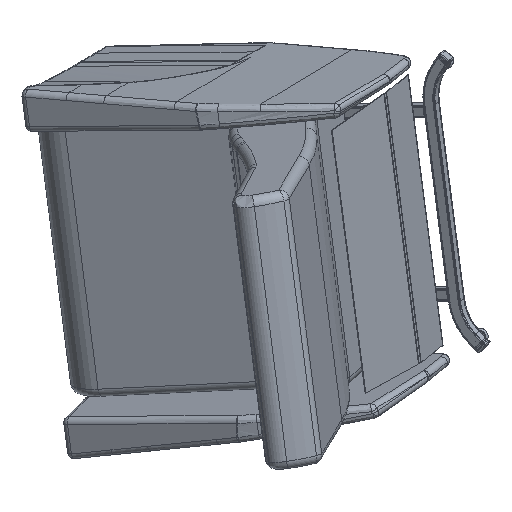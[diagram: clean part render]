
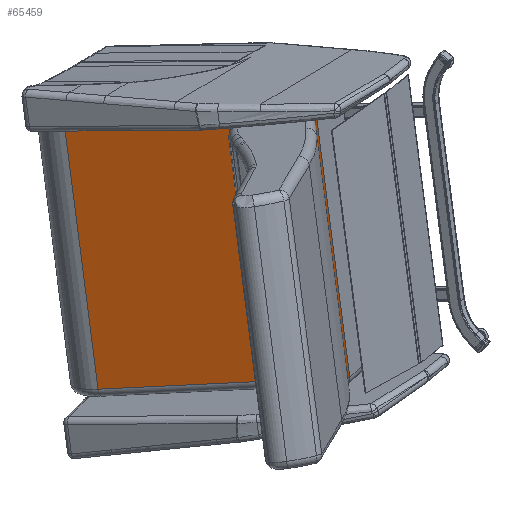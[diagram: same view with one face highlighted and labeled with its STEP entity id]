
A CAD part, isometric view. The second image highlights one B-rep face of the part: STEP entity #65459.
In plain terms, the highlighted face is planar.
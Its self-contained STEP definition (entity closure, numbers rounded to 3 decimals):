
#4037=PLANE('',#69728);
#6497=LINE('',#99058,#10138);
#6503=LINE('',#99077,#10144);
#6504=LINE('',#99079,#10145);
#6505=LINE('',#99080,#10146);
#10138=VECTOR('',#77396,0.394);
#10144=VECTOR('',#77420,0.394);
#10145=VECTOR('',#77421,0.394);
#10146=VECTOR('',#77422,0.394);
#15006=FACE_OUTER_BOUND('',#18968,.T.);
#18968=EDGE_LOOP('',(#46007,#46008,#46009,#46010));
#29070=VERTEX_POINT('',#99055);
#29071=VERTEX_POINT('',#99057);
#29075=VERTEX_POINT('',#99076);
#29076=VERTEX_POINT('',#99078);
#35735=EDGE_CURVE('',#29070,#29071,#6497,.T.);
#35745=EDGE_CURVE('',#29070,#29075,#6503,.T.);
#35746=EDGE_CURVE('',#29076,#29075,#6504,.T.);
#35747=EDGE_CURVE('',#29071,#29076,#6505,.T.);
#46007=ORIENTED_EDGE('',*,*,#35735,.F.);
#46008=ORIENTED_EDGE('',*,*,#35745,.T.);
#46009=ORIENTED_EDGE('',*,*,#35746,.F.);
#46010=ORIENTED_EDGE('',*,*,#35747,.F.);
#65459=ADVANCED_FACE('',(#15006),#4037,.T.);
#69728=AXIS2_PLACEMENT_3D('',#99075,#77418,#77419);
#77396=DIRECTION('',(0.,-1.,0.));
#77418=DIRECTION('center_axis',(-1.,0.,0.));
#77419=DIRECTION('ref_axis',(0.,1.,0.));
#77420=DIRECTION('',(0.,0.,-1.));
#77421=DIRECTION('',(0.,1.,0.));
#77422=DIRECTION('',(0.,0.,-1.));
#99055=CARTESIAN_POINT('',(0.063,23.502,-0.75));
#99057=CARTESIAN_POINT('',(0.063,3.002,-0.75));
#99058=CARTESIAN_POINT('',(0.063,12.101,-0.75));
#99075=CARTESIAN_POINT('Origin',(0.063,11.625,0.));
#99076=CARTESIAN_POINT('',(0.063,23.502,-22.25));
#99077=CARTESIAN_POINT('',(0.063,23.502,0.));
#99078=CARTESIAN_POINT('',(0.063,3.002,-22.25));
#99079=CARTESIAN_POINT('',(0.063,12.101,-22.25));
#99080=CARTESIAN_POINT('',(0.063,3.002,0.));
